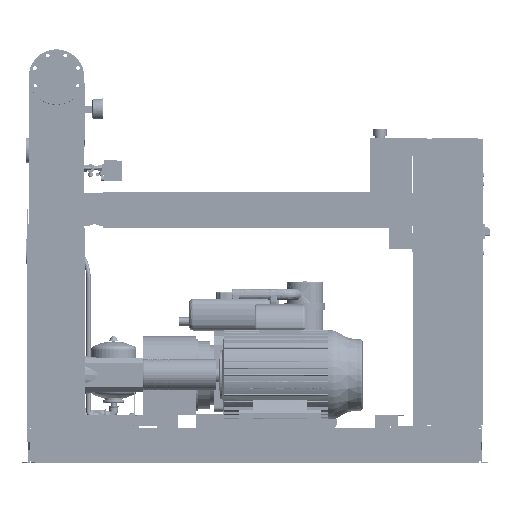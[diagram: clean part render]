
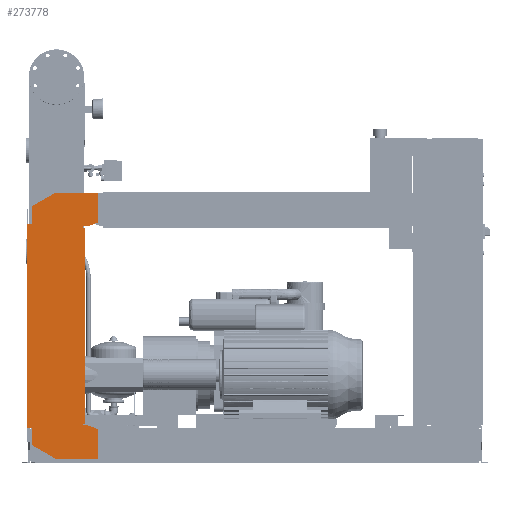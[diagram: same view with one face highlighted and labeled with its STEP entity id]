
A CAD part, front view. The second image highlights one B-rep face of the part: STEP entity #273778.
In plain terms, the highlighted free-form (B-spline) face has degree [1, 1] with [2, 2] control points.
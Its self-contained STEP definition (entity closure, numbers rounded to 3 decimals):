
#273263=CARTESIAN_POINT('',(-111.0,-741.5,1076.0));
#273264=VERTEX_POINT('',#273263);
#273271=CARTESIAN_POINT('',(-111.0,-741.5,1153.378));
#273272=VERTEX_POINT('',#273271);
#273273=CARTESIAN_POINT('',(-111.0,-741.5,1076.0));
#273274=DIRECTION('',(0.0,0.0,1.0));
#273275=VECTOR('',#273274,77.378);
#273276=LINE('',#273273,#273275);
#273277=EDGE_CURVE('',#273264,#273272,#273276,.T.);
#273295=CARTESIAN_POINT('',(-6.0,-741.5,1214.0));
#273296=VERTEX_POINT('',#273295);
#273297=CARTESIAN_POINT('',(-111.0,-741.5,1153.378));
#273298=DIRECTION('',(0.866,0.0,0.5));
#273299=VECTOR('',#273298,121.244);
#273300=LINE('',#273297,#273299);
#273301=EDGE_CURVE('',#273272,#273296,#273300,.T.);
#273319=CARTESIAN_POINT('',(186.0,-741.5,1214.0));
#273320=VERTEX_POINT('',#273319);
#273321=CARTESIAN_POINT('',(-6.0,-741.5,1214.0));
#273322=DIRECTION('',(1.0,0.0,0.0));
#273323=VECTOR('',#273322,192.0);
#273324=LINE('',#273321,#273323);
#273325=EDGE_CURVE('',#273296,#273320,#273324,.T.);
#273343=CARTESIAN_POINT('',(186.,-741.5,1080.379));
#273344=VERTEX_POINT('',#273343);
#273345=CARTESIAN_POINT('',(186.0,-741.5,1214.0));
#273346=DIRECTION('',(0.0,0.0,-1.0));
#273347=VECTOR('',#273346,133.621);
#273348=LINE('',#273345,#273347);
#273349=EDGE_CURVE('',#273320,#273344,#273348,.T.);
#273367=CARTESIAN_POINT('',(141.,-741.5,1064.0));
#273368=VERTEX_POINT('',#273367);
#273369=CARTESIAN_POINT('',(186.,-741.5,1080.379));
#273370=DIRECTION('',(-0.94,0.0,-0.342));
#273371=VECTOR('',#273370,47.888);
#273372=LINE('',#273369,#273371);
#273373=EDGE_CURVE('',#273344,#273368,#273372,.T.);
#273391=CARTESIAN_POINT('',(121.,-741.5,1064.0));
#273392=VERTEX_POINT('',#273391);
#273393=CARTESIAN_POINT('',(141.,-741.5,1064.0));
#273394=DIRECTION('',(-1.0,0.0,0.0));
#273395=VECTOR('',#273394,20.0);
#273396=LINE('',#273393,#273395);
#273397=EDGE_CURVE('',#273368,#273392,#273396,.T.);
#273415=CARTESIAN_POINT('',(121.,-741.5,1056.0));
#273416=VERTEX_POINT('',#273415);
#273417=CARTESIAN_POINT('',(121.,-741.5,1064.0));
#273418=DIRECTION('',(0.0,0.0,-1.0));
#273419=VECTOR('',#273418,8.0);
#273420=LINE('',#273417,#273419);
#273421=EDGE_CURVE('',#273392,#273416,#273420,.T.);
#273439=CARTESIAN_POINT('',(129.,-741.5,1056.0));
#273440=VERTEX_POINT('',#273439);
#273441=CARTESIAN_POINT('',(121.,-741.5,1056.0));
#273442=DIRECTION('',(1.0,0.0,0.0));
#273443=VECTOR('',#273442,8.0);
#273444=LINE('',#273441,#273443);
#273445=EDGE_CURVE('',#273416,#273440,#273444,.T.);
#273463=CARTESIAN_POINT('',(129.,-741.5,176.));
#273464=VERTEX_POINT('',#273463);
#273475=CARTESIAN_POINT('',(129.,-741.5,1056.0));
#273476=DIRECTION('',(0.0,0.0,-1.0));
#273477=VECTOR('',#273476,880.);
#273478=LINE('',#273475,#273477);
#273479=EDGE_CURVE('',#273440,#273464,#273478,.T.);
#273493=CARTESIAN_POINT('',(121.,-741.5,176.));
#273494=VERTEX_POINT('',#273493);
#273495=CARTESIAN_POINT('',(129.,-741.5,176.));
#273496=DIRECTION('',(-1.0,0.0,0.0));
#273497=VECTOR('',#273496,8.0);
#273498=LINE('',#273495,#273497);
#273499=EDGE_CURVE('',#273464,#273494,#273498,.T.);
#273517=CARTESIAN_POINT('',(121.,-741.5,168.));
#273518=VERTEX_POINT('',#273517);
#273519=CARTESIAN_POINT('',(121.,-741.5,176.));
#273520=DIRECTION('',(0.0,0.0,-1.0));
#273521=VECTOR('',#273520,8.0);
#273522=LINE('',#273519,#273521);
#273523=EDGE_CURVE('',#273494,#273518,#273522,.T.);
#273541=CARTESIAN_POINT('',(141.,-741.5,168.));
#273542=VERTEX_POINT('',#273541);
#273543=CARTESIAN_POINT('',(121.,-741.5,168.));
#273544=DIRECTION('',(1.0,0.0,0.0));
#273545=VECTOR('',#273544,20.0);
#273546=LINE('',#273543,#273545);
#273547=EDGE_CURVE('',#273518,#273542,#273546,.T.);
#273565=CARTESIAN_POINT('',(186.,-741.5,151.621));
#273566=VERTEX_POINT('',#273565);
#273567=CARTESIAN_POINT('',(141.,-741.5,168.));
#273568=DIRECTION('',(0.94,0.0,-0.342));
#273569=VECTOR('',#273568,47.888);
#273570=LINE('',#273567,#273569);
#273571=EDGE_CURVE('',#273542,#273566,#273570,.T.);
#273589=CARTESIAN_POINT('',(186.,-741.5,18.0));
#273590=VERTEX_POINT('',#273589);
#273591=CARTESIAN_POINT('',(186.,-741.5,151.621));
#273592=DIRECTION('',(0.0,0.0,-1.0));
#273593=VECTOR('',#273592,133.621);
#273594=LINE('',#273591,#273593);
#273595=EDGE_CURVE('',#273566,#273590,#273594,.T.);
#273613=CARTESIAN_POINT('',(-4.,-741.5,18.0));
#273614=VERTEX_POINT('',#273613);
#273615=CARTESIAN_POINT('',(186.,-741.5,18.0));
#273616=DIRECTION('',(-1.0,0.0,0.0));
#273617=VECTOR('',#273616,190.);
#273618=LINE('',#273615,#273617);
#273619=EDGE_CURVE('',#273590,#273614,#273618,.T.);
#273637=CARTESIAN_POINT('',(-111.,-741.5,79.776));
#273638=VERTEX_POINT('',#273637);
#273639=CARTESIAN_POINT('',(-4.,-741.5,18.0));
#273640=DIRECTION('',(-0.866,0.0,0.5));
#273641=VECTOR('',#273640,123.553);
#273642=LINE('',#273639,#273641);
#273643=EDGE_CURVE('',#273614,#273638,#273642,.T.);
#273661=CARTESIAN_POINT('',(-111.,-741.5,156.0));
#273662=VERTEX_POINT('',#273661);
#273663=CARTESIAN_POINT('',(-111.,-741.5,79.776));
#273664=DIRECTION('',(0.0,0.0,1.0));
#273665=VECTOR('',#273664,76.224);
#273666=LINE('',#273663,#273665);
#273667=EDGE_CURVE('',#273638,#273662,#273666,.T.);
#273685=CARTESIAN_POINT('',(-131.,-741.5,156.0));
#273686=VERTEX_POINT('',#273685);
#273687=CARTESIAN_POINT('',(-111.,-741.5,156.0));
#273688=DIRECTION('',(-1.0,0.0,0.0));
#273689=VECTOR('',#273688,20.0);
#273690=LINE('',#273687,#273689);
#273691=EDGE_CURVE('',#273662,#273686,#273690,.T.);
#273709=CARTESIAN_POINT('',(-131.0,-741.5,1076.0));
#273710=VERTEX_POINT('',#273709);
#273723=CARTESIAN_POINT('',(-131.,-741.5,156.0));
#273724=DIRECTION('',(0.0,0.0,1.0));
#273725=VECTOR('',#273724,920.0);
#273726=LINE('',#273723,#273725);
#273727=EDGE_CURVE('',#273686,#273710,#273726,.T.);
#273741=CARTESIAN_POINT('',(-131.0,-741.5,1076.0));
#273742=DIRECTION('',(1.0,0.0,0.0));
#273743=VECTOR('',#273742,20.0);
#273744=LINE('',#273741,#273743);
#273745=EDGE_CURVE('',#273710,#273264,#273744,.T.);
#273751=CARTESIAN_POINT('',(-131.,-741.5,18.0));
#273752=CARTESIAN_POINT('',(186.0,-741.5,18.0));
#273753=CARTESIAN_POINT('',(-131.,-741.5,1214.0));
#273754=CARTESIAN_POINT('',(186.0,-741.5,1214.0));
#273755=B_SPLINE_SURFACE_WITH_KNOTS('',1,1,((#273751,#273753),(#273752,#273754)),.UNSPECIFIED.,.F.,.F.,.U.,(2,2),(2,2),(0.0,317.),(0.0,1196.0),.UNSPECIFIED.);
#273756=ORIENTED_EDGE('',*,*,#273745,.F.);
#273757=ORIENTED_EDGE('',*,*,#273727,.F.);
#273758=ORIENTED_EDGE('',*,*,#273691,.F.);
#273759=ORIENTED_EDGE('',*,*,#273667,.F.);
#273760=ORIENTED_EDGE('',*,*,#273643,.F.);
#273761=ORIENTED_EDGE('',*,*,#273619,.F.);
#273762=ORIENTED_EDGE('',*,*,#273595,.F.);
#273763=ORIENTED_EDGE('',*,*,#273571,.F.);
#273764=ORIENTED_EDGE('',*,*,#273547,.F.);
#273765=ORIENTED_EDGE('',*,*,#273523,.F.);
#273766=ORIENTED_EDGE('',*,*,#273499,.F.);
#273767=ORIENTED_EDGE('',*,*,#273479,.F.);
#273768=ORIENTED_EDGE('',*,*,#273445,.F.);
#273769=ORIENTED_EDGE('',*,*,#273421,.F.);
#273770=ORIENTED_EDGE('',*,*,#273397,.F.);
#273771=ORIENTED_EDGE('',*,*,#273373,.F.);
#273772=ORIENTED_EDGE('',*,*,#273349,.F.);
#273773=ORIENTED_EDGE('',*,*,#273325,.F.);
#273774=ORIENTED_EDGE('',*,*,#273301,.F.);
#273775=ORIENTED_EDGE('',*,*,#273277,.F.);
#273776=EDGE_LOOP('',(#273756,#273757,#273758,#273759,#273760,#273761,#273762,#273763,#273764,#273765,#273766,#273767,#273768,#273769,#273770,#273771,#273772,#273773,#273774,#273775));
#273777=FACE_OUTER_BOUND('',#273776,.T.);
#273778=ADVANCED_FACE('',(#273777),#273755,.T.);
